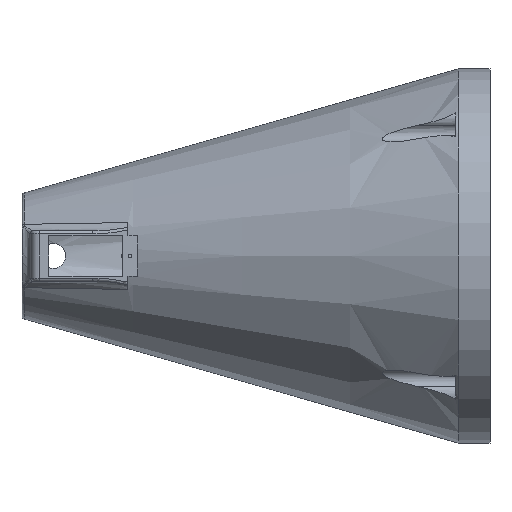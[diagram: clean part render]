
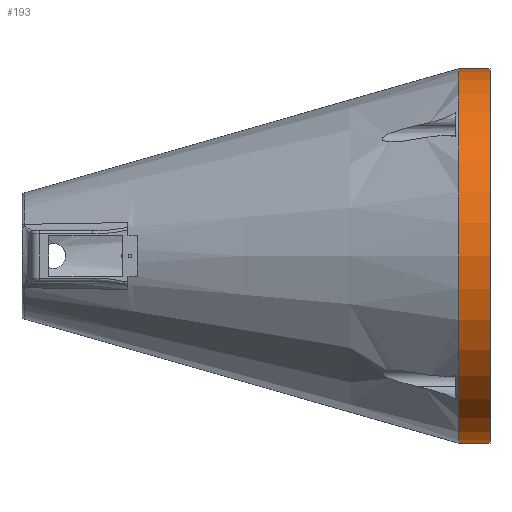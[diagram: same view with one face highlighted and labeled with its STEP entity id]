
A CAD part, left-side view. The second image highlights one B-rep face of the part: STEP entity #193.
In plain terms, the highlighted cylindrical face has radius 60 mm (diameter 120 mm), a partial arc.
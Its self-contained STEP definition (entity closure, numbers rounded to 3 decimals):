
#80 = ORIENTED_EDGE ( 'NONE', *, *, #2597, .T. ) ;
#193 = ADVANCED_FACE ( 'NONE', ( #3900 ), #1762, .T. ) ;
#279 = DIRECTION ( 'NONE',  ( 0., 1., 0. ) ) ;
#617 = CIRCLE ( 'NONE', #2707, 60. ) ;
#745 = CARTESIAN_POINT ( 'NONE',  ( 0., 10., 0. ) ) ;
#751 = CARTESIAN_POINT ( 'NONE',  ( 0., 10., 60. ) ) ;
#866 = CARTESIAN_POINT ( 'NONE',  ( 0., 0., -60. ) ) ;
#878 = VERTEX_POINT ( 'NONE', #4162 ) ;
#954 = CARTESIAN_POINT ( 'NONE',  ( 0., 10., -60. ) ) ;
#1013 = DIRECTION ( 'NONE',  ( 0., 0., 1. ) ) ;
#1106 = ORIENTED_EDGE ( 'NONE', *, *, #2298, .F. ) ;
#1121 = VERTEX_POINT ( 'NONE', #751 ) ;
#1363 = VECTOR ( 'NONE', #2713, 1000. ) ;
#1440 = VERTEX_POINT ( 'NONE', #954 ) ;
#1591 = EDGE_CURVE ( 'NONE', #1440, #2437, #3372, .T. ) ;
#1692 = EDGE_LOOP ( 'NONE', ( #2017, #1106, #1796, #80 ) ) ;
#1762 = CYLINDRICAL_SURFACE ( 'NONE', #4499, 60. ) ;
#1796 = ORIENTED_EDGE ( 'NONE', *, *, #1591, .T. ) ;
#1827 = VECTOR ( 'NONE', #4483, 1000. ) ;
#1904 = AXIS2_PLACEMENT_3D ( 'NONE', #4564, #279, #1013 ) ;
#2017 = ORIENTED_EDGE ( 'NONE', *, *, #4654, .F. ) ;
#2298 = EDGE_CURVE ( 'NONE', #1440, #1121, #617, .T. ) ;
#2301 = CARTESIAN_POINT ( 'NONE',  ( 0., 10., -60. ) ) ;
#2437 = VERTEX_POINT ( 'NONE', #866 ) ;
#2497 = DIRECTION ( 'NONE',  ( 0., 0., -1. ) ) ;
#2560 = DIRECTION ( 'NONE',  ( 0., -1., 0. ) ) ;
#2597 = EDGE_CURVE ( 'NONE', #2437, #878, #3333, .T. ) ;
#2707 = AXIS2_PLACEMENT_3D ( 'NONE', #745, #3992, #2497 ) ;
#2713 = DIRECTION ( 'NONE',  ( 0., -1., 0. ) ) ;
#3046 = CARTESIAN_POINT ( 'NONE',  ( 0., 10., 60. ) ) ;
#3197 = CARTESIAN_POINT ( 'NONE',  ( 0., 10., 0. ) ) ;
#3333 = CIRCLE ( 'NONE', #1904, 60. ) ;
#3372 = LINE ( 'NONE', #2301, #1363 ) ;
#3802 = LINE ( 'NONE', #3046, #1827 ) ;
#3900 = FACE_OUTER_BOUND ( 'NONE', #1692, .T. ) ;
#3992 = DIRECTION ( 'NONE',  ( 0., 1., 0. ) ) ;
#4162 = CARTESIAN_POINT ( 'NONE',  ( 0., 0., 60. ) ) ;
#4483 = DIRECTION ( 'NONE',  ( 0., -1., 0. ) ) ;
#4499 = AXIS2_PLACEMENT_3D ( 'NONE', #3197, #2560, #4609 ) ;
#4564 = CARTESIAN_POINT ( 'NONE',  ( 0., 0., 0. ) ) ;
#4609 = DIRECTION ( 'NONE',  ( 0., 0., -1. ) ) ;
#4654 = EDGE_CURVE ( 'NONE', #1121, #878, #3802, .T. ) ;
